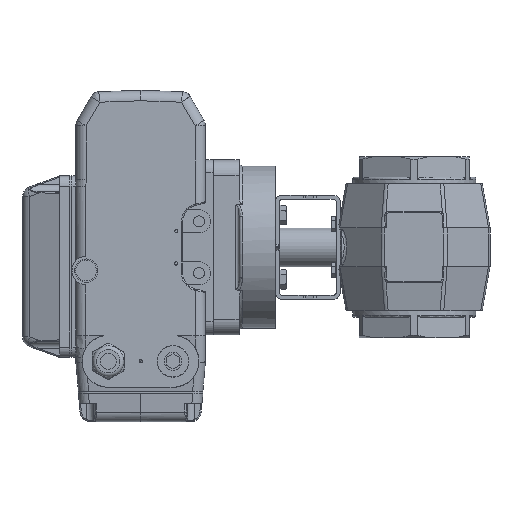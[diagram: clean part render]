
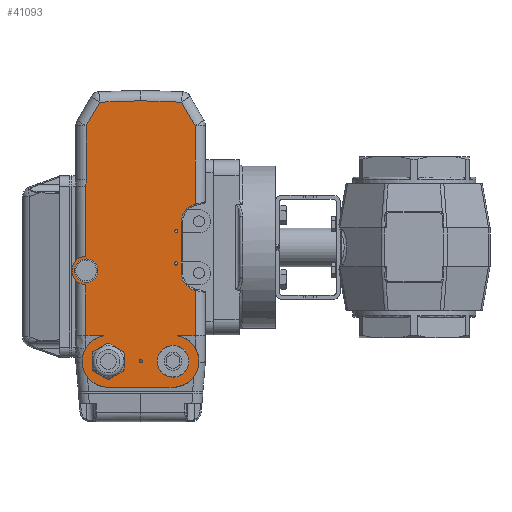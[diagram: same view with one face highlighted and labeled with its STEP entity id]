
A CAD part, left-side view. The second image highlights one B-rep face of the part: STEP entity #41093.
In plain terms, the highlighted face is planar.
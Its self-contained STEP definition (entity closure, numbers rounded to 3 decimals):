
#1121=B_SPLINE_CURVE_WITH_KNOTS('',3,(#62465,#62466,#62467,#62468,#62469,
#62470,#62471,#62472),.UNSPECIFIED.,.F.,.F.,(4,2,2,4),(0.,0.003,
0.004,0.005),.UNSPECIFIED.);
#2269=LINE('',#62010,#5371);
#2271=LINE('',#62022,#5373);
#2273=LINE('',#62034,#5375);
#2279=LINE('',#62125,#5381);
#2285=LINE('',#62180,#5387);
#2286=LINE('',#62188,#5388);
#2288=LINE('',#62302,#5390);
#2291=LINE('',#62309,#5393);
#2292=LINE('',#62387,#5394);
#2294=LINE('',#62390,#5396);
#2297=LINE('',#62401,#5399);
#2298=LINE('',#62478,#5400);
#2627=LINE('',#64955,#5729);
#2688=LINE('',#65091,#5790);
#2689=LINE('',#65101,#5791);
#5371=VECTOR('',#49396,1000.);
#5373=VECTOR('',#49410,1000.);
#5375=VECTOR('',#49424,1000.);
#5381=VECTOR('',#49448,1000.);
#5387=VECTOR('',#49474,1000.);
#5388=VECTOR('',#49477,1000.);
#5390=VECTOR('',#49483,1000.);
#5393=VECTOR('',#49490,1000.);
#5394=VECTOR('',#49503,1000.);
#5396=VECTOR('',#49507,1000.);
#5399=VECTOR('',#49520,1000.);
#5400=VECTOR('',#49525,1000.);
#5729=VECTOR('',#51142,1000.);
#5790=VECTOR('',#51335,1000.);
#5791=VECTOR('',#51348,1000.);
#8179=PLANE('',#44381);
#13089=ORIENTED_EDGE('',*,*,#22646,.F.);
#13090=ORIENTED_EDGE('',*,*,#22647,.F.);
#13091=ORIENTED_EDGE('',*,*,#22648,.F.);
#13092=ORIENTED_EDGE('',*,*,#21756,.T.);
#13093=ORIENTED_EDGE('',*,*,#21753,.T.);
#13094=ORIENTED_EDGE('',*,*,#21816,.T.);
#13095=ORIENTED_EDGE('',*,*,#21808,.T.);
#13096=ORIENTED_EDGE('',*,*,#21798,.T.);
#13097=ORIENTED_EDGE('',*,*,#21804,.T.);
#13098=ORIENTED_EDGE('',*,*,#21814,.T.);
#13099=ORIENTED_EDGE('',*,*,#21822,.T.);
#13100=ORIENTED_EDGE('',*,*,#21824,.T.);
#13101=ORIENTED_EDGE('',*,*,#21826,.T.);
#13102=ORIENTED_EDGE('',*,*,#21742,.T.);
#13103=ORIENTED_EDGE('',*,*,#22649,.T.);
#13104=ORIENTED_EDGE('',*,*,#21829,.T.);
#13105=ORIENTED_EDGE('',*,*,#22579,.T.);
#13106=ORIENTED_EDGE('',*,*,#21781,.T.);
#13107=ORIENTED_EDGE('',*,*,#21780,.T.);
#13108=ORIENTED_EDGE('',*,*,#21777,.T.);
#13109=ORIENTED_EDGE('',*,*,#22645,.T.);
#13110=ORIENTED_EDGE('',*,*,#21796,.T.);
#13111=ORIENTED_EDGE('',*,*,#21765,.T.);
#13112=ORIENTED_EDGE('',*,*,#21762,.T.);
#13113=ORIENTED_EDGE('',*,*,#21759,.T.);
#13114=ORIENTED_EDGE('',*,*,#22650,.F.);
#13115=ORIENTED_EDGE('',*,*,#22651,.F.);
#13116=ORIENTED_EDGE('',*,*,#22652,.F.);
#21742=EDGE_CURVE('',#27172,#27171,#30497,.T.);
#21753=EDGE_CURVE('',#27179,#27177,#2269,.T.);
#21756=EDGE_CURVE('',#27181,#27179,#30504,.T.);
#21759=EDGE_CURVE('',#27183,#27181,#2271,.T.);
#21762=EDGE_CURVE('',#27185,#27183,#30508,.T.);
#21765=EDGE_CURVE('',#27187,#27185,#2273,.T.);
#21777=EDGE_CURVE('',#27194,#27198,#30512,.T.);
#21780=EDGE_CURVE('',#27200,#27194,#2279,.T.);
#21781=EDGE_CURVE('',#27201,#27200,#30513,.T.);
#21796=EDGE_CURVE('',#27211,#27187,#2285,.T.);
#21798=EDGE_CURVE('',#27214,#27213,#2286,.T.);
#21804=EDGE_CURVE('',#27213,#27218,#2288,.T.);
#21808=EDGE_CURVE('',#27219,#27214,#2291,.T.);
#21814=EDGE_CURVE('',#27218,#27224,#2292,.T.);
#21816=EDGE_CURVE('',#27177,#27219,#2294,.T.);
#21822=EDGE_CURVE('',#27224,#27227,#2297,.T.);
#21824=EDGE_CURVE('',#27227,#27229,#1121,.T.);
#21826=EDGE_CURVE('',#27229,#27172,#2298,.T.);
#21829=EDGE_CURVE('',#27232,#27230,#30525,.T.);
#22579=EDGE_CURVE('',#27230,#27201,#2627,.T.);
#22645=EDGE_CURVE('',#27198,#27211,#2688,.T.);
#22646=EDGE_CURVE('',#27705,#27705,#30900,.T.);
#22647=EDGE_CURVE('',#27706,#27706,#30901,.T.);
#22648=EDGE_CURVE('',#27707,#27707,#30902,.T.);
#22649=EDGE_CURVE('',#27171,#27232,#2689,.T.);
#22650=EDGE_CURVE('',#27708,#27708,#30903,.T.);
#22651=EDGE_CURVE('',#27709,#27709,#30904,.T.);
#22652=EDGE_CURVE('',#27710,#27710,#30905,.T.);
#27171=VERTEX_POINT('',#61924);
#27172=VERTEX_POINT('',#61926);
#27177=VERTEX_POINT('',#61980);
#27179=VERTEX_POINT('',#62007);
#27181=VERTEX_POINT('',#62013);
#27183=VERTEX_POINT('',#62019);
#27185=VERTEX_POINT('',#62025);
#27187=VERTEX_POINT('',#62031);
#27194=VERTEX_POINT('',#62100);
#27198=VERTEX_POINT('',#62118);
#27200=VERTEX_POINT('',#62123);
#27201=VERTEX_POINT('',#62128);
#27211=VERTEX_POINT('',#62176);
#27213=VERTEX_POINT('',#62187);
#27214=VERTEX_POINT('',#62189);
#27218=VERTEX_POINT('',#62301);
#27219=VERTEX_POINT('',#62306);
#27224=VERTEX_POINT('',#62386);
#27227=VERTEX_POINT('',#62400);
#27229=VERTEX_POINT('',#62464);
#27230=VERTEX_POINT('',#62524);
#27232=VERTEX_POINT('',#62527);
#27705=VERTEX_POINT('',#65096);
#27706=VERTEX_POINT('',#65098);
#27707=VERTEX_POINT('',#65100);
#27708=VERTEX_POINT('',#65103);
#27709=VERTEX_POINT('',#65105);
#27710=VERTEX_POINT('',#65107);
#30497=CIRCLE('',#43611,11.);
#30504=CIRCLE('',#43622,13.5);
#30508=CIRCLE('',#43628,13.5);
#30512=CIRCLE('',#43638,20.);
#30513=CIRCLE('',#43641,20.);
#30525=CIRCLE('',#43669,1.114);
#30900=CIRCLE('',#44382,1.25);
#30901=CIRCLE('',#44383,1.25);
#30902=CIRCLE('',#44384,9.5);
#30903=CIRCLE('',#44385,9.5);
#30904=CIRCLE('',#44386,1.25);
#30905=CIRCLE('',#44387,9.);
#33022=EDGE_LOOP('',(#13089));
#33023=EDGE_LOOP('',(#13090));
#33024=EDGE_LOOP('',(#13091));
#33025=EDGE_LOOP('',(#13092,#13093,#13094,#13095,#13096,#13097,#13098,#13099,
#13100,#13101,#13102,#13103,#13104,#13105,#13106,#13107,#13108,#13109,#13110,
#13111,#13112,#13113));
#33026=EDGE_LOOP('',(#13114));
#33027=EDGE_LOOP('',(#13115));
#33028=EDGE_LOOP('',(#13116));
#35792=FACE_BOUND('',#33022,.T.);
#35793=FACE_BOUND('',#33023,.T.);
#35794=FACE_BOUND('',#33024,.T.);
#35795=FACE_BOUND('',#33025,.T.);
#35796=FACE_BOUND('',#33026,.T.);
#35797=FACE_BOUND('',#33027,.T.);
#35798=FACE_BOUND('',#33028,.T.);
#41093=ADVANCED_FACE('',(#35792,#35793,#35794,#35795,#35796,#35797,#35798),
#8179,.F.);
#43611=AXIS2_PLACEMENT_3D('',#61925,#49377,#49378);
#43622=AXIS2_PLACEMENT_3D('',#62016,#49403,#49404);
#43628=AXIS2_PLACEMENT_3D('',#62028,#49417,#49418);
#43638=AXIS2_PLACEMENT_3D('',#62119,#49442,#49443);
#43641=AXIS2_PLACEMENT_3D('',#62127,#49451,#49452);
#43669=AXIS2_PLACEMENT_3D('',#62526,#49527,#49528);
#44381=AXIS2_PLACEMENT_3D('',#65094,#51340,#51341);
#44382=AXIS2_PLACEMENT_3D('',#65095,#51342,#51343);
#44383=AXIS2_PLACEMENT_3D('',#65097,#51344,#51345);
#44384=AXIS2_PLACEMENT_3D('',#65099,#51346,#51347);
#44385=AXIS2_PLACEMENT_3D('',#65102,#51349,#51350);
#44386=AXIS2_PLACEMENT_3D('',#65104,#51351,#51352);
#44387=AXIS2_PLACEMENT_3D('',#65106,#51353,#51354);
#49377=DIRECTION('',(0.,0.,-1.));
#49378=DIRECTION('',(-1.,0.,0.));
#49396=DIRECTION('',(-0.259,-0.966,0.));
#49403=DIRECTION('',(0.,0.,1.));
#49404=DIRECTION('',(1.,0.,0.));
#49410=DIRECTION('',(-1.,0.,0.));
#49417=DIRECTION('',(0.,0.,1.));
#49418=DIRECTION('',(1.,0.,0.));
#49424=DIRECTION('',(-0.259,0.966,0.));
#49442=DIRECTION('',(0.,0.,-1.));
#49443=DIRECTION('',(-1.,0.,0.));
#49448=DIRECTION('',(0.,-1.,0.));
#49451=DIRECTION('',(0.,0.,-1.));
#49452=DIRECTION('',(-1.,0.,0.));
#49474=DIRECTION('',(-1.,0.,0.));
#49477=DIRECTION('',(-0.035,0.999,0.));
#49483=DIRECTION('',(0.035,0.999,0.));
#49490=DIRECTION('',(-0.866,0.5,0.));
#49503=DIRECTION('',(0.866,0.5,0.));
#49507=DIRECTION('',(-1.,0.,0.));
#49520=DIRECTION('',(1.,0.,0.));
#49525=DIRECTION('',(1.,0.,0.));
#49527=DIRECTION('',(0.,0.,-1.));
#49528=DIRECTION('',(1.,0.018,0.));
#51142=DIRECTION('',(0.,-1.,0.));
#51335=DIRECTION('',(0.,-1.,0.));
#51340=DIRECTION('',(0.,0.,1.));
#51341=DIRECTION('',(1.,0.,0.));
#51342=DIRECTION('',(0.,0.,-1.));
#51343=DIRECTION('',(-1.,0.,0.));
#51344=DIRECTION('',(0.,0.,-1.));
#51345=DIRECTION('',(-1.,0.,0.));
#51346=DIRECTION('',(0.,0.,-1.));
#51347=DIRECTION('',(-1.,0.,0.));
#51348=DIRECTION('',(1.,0.,0.));
#51349=DIRECTION('',(0.,0.,-1.));
#51350=DIRECTION('',(-1.,0.,0.));
#51351=DIRECTION('',(0.,0.,-1.));
#51352=DIRECTION('',(-1.,0.,0.));
#51353=DIRECTION('',(0.,0.,-1.));
#51354=DIRECTION('',(-1.,0.,0.));
#61924=CARTESIAN_POINT('',(28.997,42.254,-63.));
#61925=CARTESIAN_POINT('',(18.,42.,-63.));
#61926=CARTESIAN_POINT('',(7.003,42.254,-63.));
#61980=CARTESIAN_POINT('',(-33.172,-42.,-63.));
#62007=CARTESIAN_POINT('',(-33.04,-41.506,-63.));
#62010=CARTESIAN_POINT('',(-20.45,5.48,-63.));
#62013=CARTESIAN_POINT('',(-20.,-31.5,-63.));
#62016=CARTESIAN_POINT('',(-20.,-45.,-63.));
#62019=CARTESIAN_POINT('',(20.,-31.5,-63.));
#62022=CARTESIAN_POINT('',(0.,-31.5,-63.));
#62025=CARTESIAN_POINT('',(33.04,-41.506,-63.));
#62028=CARTESIAN_POINT('',(20.,-45.,-63.));
#62031=CARTESIAN_POINT('',(33.172,-42.,-63.));
#62034=CARTESIAN_POINT('',(20.45,5.48,-63.));
#62100=CARTESIAN_POINT('',(108.,-25.,-63.));
#62118=CARTESIAN_POINT('',(68.308,-28.495,-63.));
#62119=CARTESIAN_POINT('',(88.,-25.,-63.));
#62123=CARTESIAN_POINT('',(108.,25.,-63.));
#62125=CARTESIAN_POINT('',(108.,25.,-63.));
#62127=CARTESIAN_POINT('',(88.,25.,-63.));
#62128=CARTESIAN_POINT('',(68.308,28.495,-63.));
#62176=CARTESIAN_POINT('',(68.308,-42.,-63.));
#62180=CARTESIAN_POINT('',(0.,-42.,-63.));
#62187=CARTESIAN_POINT('',(-112.995,0.,-63.));
#62188=CARTESIAN_POINT('',(-112.857,-3.941,-63.));
#62189=CARTESIAN_POINT('',(-111.896,-31.481,-63.));
#62301=CARTESIAN_POINT('',(-111.896,31.481,-63.));
#62302=CARTESIAN_POINT('',(-112.857,3.941,-63.));
#62306=CARTESIAN_POINT('',(-93.676,-42.,-63.));
#62309=CARTESIAN_POINT('',(-41.606,-72.063,-63.));
#62386=CARTESIAN_POINT('',(-93.676,42.,-63.));
#62387=CARTESIAN_POINT('',(-41.606,72.063,-63.));
#62390=CARTESIAN_POINT('',(0.,-42.,-63.));
#62400=CARTESIAN_POINT('',(-52.292,42.,-63.));
#62401=CARTESIAN_POINT('',(0.,42.,-63.));
#62464=CARTESIAN_POINT('',(-47.,42.254,-63.));
#62465=CARTESIAN_POINT('',(-52.292,42.,-63.));
#62466=CARTESIAN_POINT('',(-51.408,42.,-63.));
#62467=CARTESIAN_POINT('',(-50.527,42.066,-63.));
#62468=CARTESIAN_POINT('',(-49.206,42.164,-63.));
#62469=CARTESIAN_POINT('',(-48.765,42.196,-63.));
#62470=CARTESIAN_POINT('',(-47.883,42.241,-63.));
#62471=CARTESIAN_POINT('',(-47.442,42.254,-63.));
#62472=CARTESIAN_POINT('',(-47.,42.254,-63.));
#62478=CARTESIAN_POINT('',(0.,42.254,-63.));
#62524=CARTESIAN_POINT('',(68.308,42.234,-63.));
#62526=CARTESIAN_POINT('',(67.194,42.234,-63.));
#62527=CARTESIAN_POINT('',(68.308,42.254,-63.));
#64955=CARTESIAN_POINT('',(68.308,0.,-63.));
#65091=CARTESIAN_POINT('',(68.308,0.,-63.));
#65094=CARTESIAN_POINT('',(0.,0.,-63.));
#65095=CARTESIAN_POINT('',(12.5,-27.5,-63.));
#65096=CARTESIAN_POINT('',(11.25,-27.5,-63.));
#65097=CARTESIAN_POINT('',(-12.5,-27.5,-63.));
#65098=CARTESIAN_POINT('',(-13.75,-27.5,-63.));
#65099=CARTESIAN_POINT('',(88.,-25.,-63.));
#65100=CARTESIAN_POINT('',(78.5,-25.,-63.));
#65101=CARTESIAN_POINT('',(0.,42.254,-63.));
#65102=CARTESIAN_POINT('',(88.,25.,-63.));
#65103=CARTESIAN_POINT('',(78.5,25.,-63.));
#65104=CARTESIAN_POINT('',(88.,0.,-63.));
#65105=CARTESIAN_POINT('',(86.75,0.,-63.));
#65106=CARTESIAN_POINT('',(18.,42.,-63.));
#65107=CARTESIAN_POINT('',(9.,42.,-63.));
